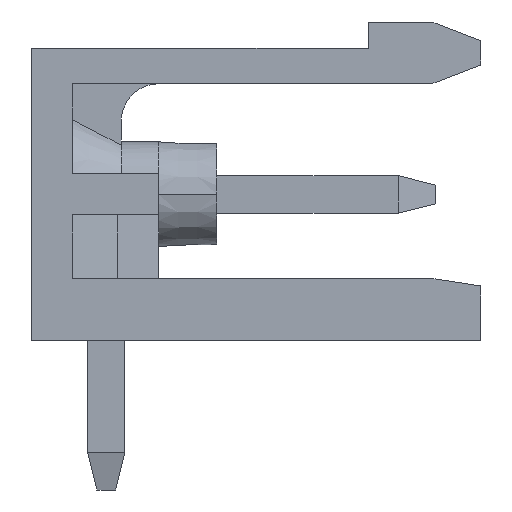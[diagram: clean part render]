
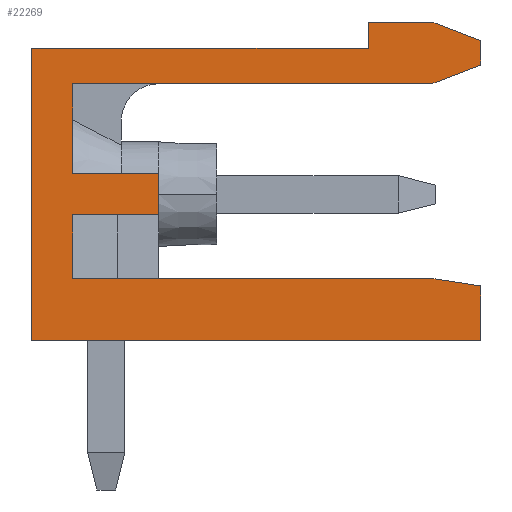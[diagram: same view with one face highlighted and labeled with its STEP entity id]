
A CAD part, left-side view. The second image highlights one B-rep face of the part: STEP entity #22269.
In plain terms, the highlighted planar face has unit normal (-1, 0, 0).
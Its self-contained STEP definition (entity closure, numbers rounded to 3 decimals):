
#1064 = VERTEX_POINT('',#1065);
#1065 = CARTESIAN_POINT('',(-45.,-10.,-0.06));
#1071 = EDGE_CURVE('',#1064,#1072,#1074,.T.);
#1072 = VERTEX_POINT('',#1073);
#1073 = CARTESIAN_POINT('',(-45.,2.,-0.06));
#1074 = LINE('',#1075,#1076);
#1075 = CARTESIAN_POINT('',(-45.,-10.,-0.06));
#1076 = VECTOR('',#1077,1.);
#1077 = DIRECTION('',(0.,1.,0.));
#1608 = VERTEX_POINT('',#1609);
#1609 = CARTESIAN_POINT('',(-45.,-10.,1.39));
#1615 = EDGE_CURVE('',#1608,#1064,#1616,.T.);
#1616 = LINE('',#1617,#1618);
#1617 = CARTESIAN_POINT('',(-45.,-10.,8.44));
#1618 = VECTOR('',#1619,1.);
#1619 = DIRECTION('',(0.,0.,-1.));
#1893 = VERTEX_POINT('',#1894);
#1894 = CARTESIAN_POINT('',(-45.,-1.4,4.39));
#1900 = EDGE_CURVE('',#1901,#1893,#1903,.T.);
#1901 = VERTEX_POINT('',#1902);
#1902 = CARTESIAN_POINT('',(-45.,-1.4,3.29));
#1903 = LINE('',#1904,#1905);
#1904 = CARTESIAN_POINT('',(-45.,-1.4,1.59));
#1905 = VECTOR('',#1906,1.);
#1906 = DIRECTION('',(0.,0.,1.));
#2672 = VERTEX_POINT('',#2673);
#2673 = CARTESIAN_POINT('',(-45.,-8.7,6.79));
#2679 = EDGE_CURVE('',#2680,#2672,#2682,.T.);
#2680 = VERTEX_POINT('',#2681);
#2681 = CARTESIAN_POINT('',(-45.,0.9,6.79));
#2682 = LINE('',#2683,#2684);
#2683 = CARTESIAN_POINT('',(-45.,-1.4,6.79));
#2684 = VECTOR('',#2685,1.);
#2685 = DIRECTION('',(0.,-1.,0.));
#3092 = VERTEX_POINT('',#3093);
#3093 = CARTESIAN_POINT('',(-45.,-7.,8.44));
#3099 = EDGE_CURVE('',#3092,#3100,#3102,.T.);
#3100 = VERTEX_POINT('',#3101);
#3101 = CARTESIAN_POINT('',(-45.,-8.7,8.44));
#3102 = LINE('',#3103,#3104);
#3103 = CARTESIAN_POINT('',(-45.,2.,8.44));
#3104 = VECTOR('',#3105,1.);
#3105 = DIRECTION('',(0.,-1.,0.));
#3283 = VERTEX_POINT('',#3284);
#3284 = CARTESIAN_POINT('',(-45.,-7.,7.74));
#3290 = EDGE_CURVE('',#3092,#3283,#3291,.T.);
#3291 = LINE('',#3292,#3293);
#3292 = CARTESIAN_POINT('',(-45.,-7.,8.44));
#3293 = VECTOR('',#3294,1.);
#3294 = DIRECTION('',(0.,0.,-1.));
#3312 = VERTEX_POINT('',#3313);
#3313 = CARTESIAN_POINT('',(-45.,2.,7.74));
#3321 = EDGE_CURVE('',#3283,#3312,#3322,.T.);
#3322 = LINE('',#3323,#3324);
#3323 = CARTESIAN_POINT('',(-45.,-7.,7.74));
#3324 = VECTOR('',#3325,1.);
#3325 = DIRECTION('',(0.,1.,0.));
#3550 = EDGE_CURVE('',#1072,#3312,#3551,.T.);
#3551 = LINE('',#3552,#3553);
#3552 = CARTESIAN_POINT('',(-45.,2.,-0.06));
#3553 = VECTOR('',#3554,1.);
#3554 = DIRECTION('',(0.,0.,1.));
#20447 = VERTEX_POINT('',#20448);
#20448 = CARTESIAN_POINT('',(-45.,-10.,7.94));
#20454 = EDGE_CURVE('',#20447,#20455,#20457,.T.);
#20455 = VERTEX_POINT('',#20456);
#20456 = CARTESIAN_POINT('',(-45.,-10.,7.29));
#20457 = LINE('',#20458,#20459);
#20458 = CARTESIAN_POINT('',(-45.,-10.,8.44));
#20459 = VECTOR('',#20460,1.);
#20460 = DIRECTION('',(0.,0.,-1.));
#20485 = VERTEX_POINT('',#20486);
#20486 = CARTESIAN_POINT('',(-45.,-8.7,1.59));
#20494 = EDGE_CURVE('',#20485,#1608,#20495,.T.);
#20495 = LINE('',#20496,#20497);
#20496 = CARTESIAN_POINT('',(-45.,-9.35,1.49));
#20497 = VECTOR('',#20498,1.);
#20498 = DIRECTION('',(0.,-0.988,
    -0.152));
#20517 = EDGE_CURVE('',#20485,#20518,#20520,.T.);
#20518 = VERTEX_POINT('',#20519);
#20519 = CARTESIAN_POINT('',(-45.,0.9,1.59));
#20520 = LINE('',#20521,#20522);
#20521 = CARTESIAN_POINT('',(-45.,-10.,1.59));
#20522 = VECTOR('',#20523,1.);
#20523 = DIRECTION('',(0.,1.,0.));
#20563 = EDGE_CURVE('',#1893,#20564,#20566,.T.);
#20564 = VERTEX_POINT('',#20565);
#20565 = CARTESIAN_POINT('',(-45.,0.9,4.39));
#20566 = LINE('',#20567,#20568);
#20567 = CARTESIAN_POINT('',(-45.,-1.4,4.39));
#20568 = VECTOR('',#20569,1.);
#20569 = DIRECTION('',(0.,1.,0.));
#20608 = EDGE_CURVE('',#2680,#20564,#20609,.T.);
#20609 = LINE('',#20610,#20611);
#20610 = CARTESIAN_POINT('',(-45.,0.9,3.84));
#20611 = VECTOR('',#20612,1.);
#20612 = DIRECTION('',(0.,0.,-1.));
#20638 = EDGE_CURVE('',#2672,#20455,#20639,.T.);
#20639 = LINE('',#20640,#20641);
#20640 = CARTESIAN_POINT('',(-45.,-8.7,6.79));
#20641 = VECTOR('',#20642,1.);
#20642 = DIRECTION('',(0.,-0.933,
    0.359));
#20660 = EDGE_CURVE('',#20447,#3100,#20661,.T.);
#20661 = LINE('',#20662,#20663);
#20662 = CARTESIAN_POINT('',(-45.,-10.,7.94));
#20663 = VECTOR('',#20664,1.);
#20664 = DIRECTION('',(0.,0.933,0.359)
  );
#20685 = VERTEX_POINT('',#20686);
#20686 = CARTESIAN_POINT('',(-45.,0.9,3.29));
#20692 = EDGE_CURVE('',#20685,#20518,#20693,.T.);
#20693 = LINE('',#20694,#20695);
#20694 = CARTESIAN_POINT('',(-45.,0.9,3.84));
#20695 = VECTOR('',#20696,1.);
#20696 = DIRECTION('',(0.,0.,-1.));
#20713 = EDGE_CURVE('',#20685,#1901,#20714,.T.);
#20714 = LINE('',#20715,#20716);
#20715 = CARTESIAN_POINT('',(-45.,0.3,3.29));
#20716 = VECTOR('',#20717,1.);
#20717 = DIRECTION('',(0.,-1.,0.));
#22269 = ADVANCED_FACE('',(#22270),#22289,.T.);
#22270 = FACE_BOUND('',#22271,.T.);
#22271 = EDGE_LOOP('',(#22272,#22273,#22274,#22275,#22276,#22277,#22278,
    #22279,#22280,#22281,#22282,#22283,#22284,#22285,#22286,#22287,
    #22288));
#22272 = ORIENTED_EDGE('',*,*,#2679,.T.);
#22273 = ORIENTED_EDGE('',*,*,#20638,.T.);
#22274 = ORIENTED_EDGE('',*,*,#20454,.F.);
#22275 = ORIENTED_EDGE('',*,*,#20660,.T.);
#22276 = ORIENTED_EDGE('',*,*,#3099,.F.);
#22277 = ORIENTED_EDGE('',*,*,#3290,.T.);
#22278 = ORIENTED_EDGE('',*,*,#3321,.T.);
#22279 = ORIENTED_EDGE('',*,*,#3550,.F.);
#22280 = ORIENTED_EDGE('',*,*,#1071,.F.);
#22281 = ORIENTED_EDGE('',*,*,#1615,.F.);
#22282 = ORIENTED_EDGE('',*,*,#20494,.F.);
#22283 = ORIENTED_EDGE('',*,*,#20517,.T.);
#22284 = ORIENTED_EDGE('',*,*,#20692,.F.);
#22285 = ORIENTED_EDGE('',*,*,#20713,.T.);
#22286 = ORIENTED_EDGE('',*,*,#1900,.T.);
#22287 = ORIENTED_EDGE('',*,*,#20563,.T.);
#22288 = ORIENTED_EDGE('',*,*,#20608,.F.);
#22289 = PLANE('',#22290);
#22290 = AXIS2_PLACEMENT_3D('',#22291,#22292,#22293);
#22291 = CARTESIAN_POINT('',(-45.,1.,-3.81));
#22292 = DIRECTION('',(-1.,0.,0.));
#22293 = DIRECTION('',(0.,-1.,0.));
